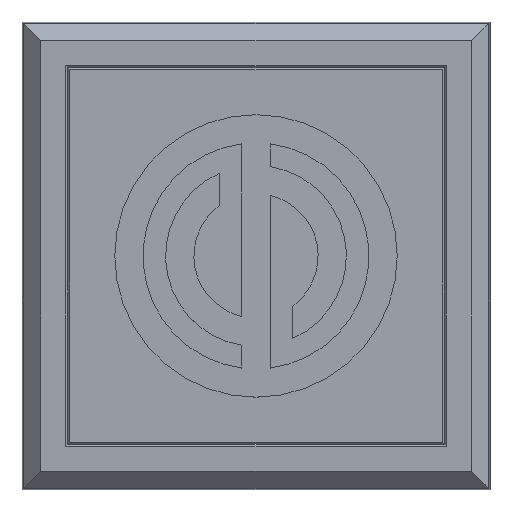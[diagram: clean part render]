
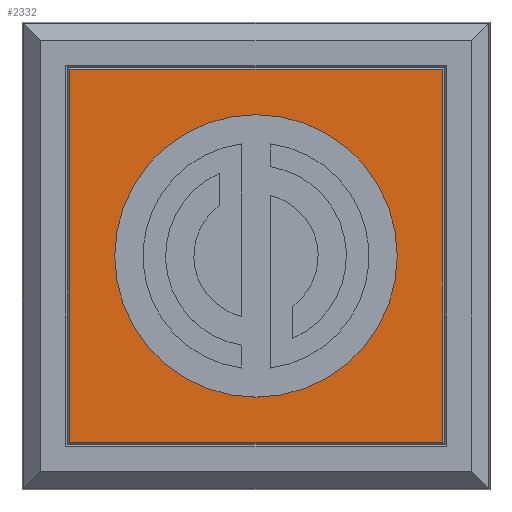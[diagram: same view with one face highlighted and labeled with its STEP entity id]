
A CAD part, top view. The second image highlights one B-rep face of the part: STEP entity #2332.
In plain terms, the highlighted planar face has unit normal (0, 0, 1).
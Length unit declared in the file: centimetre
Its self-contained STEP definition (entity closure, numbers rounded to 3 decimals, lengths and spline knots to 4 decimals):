
#87=FACE_BOUND('',#458,.T.);
#175=PLANE('',#2525);
#297=FACE_OUTER_BOUND('',#457,.T.);
#457=EDGE_LOOP('',(#1859,#1860,#1861,#1862));
#458=EDGE_LOOP('',(#1863));
#631=LINE('',#7855,#811);
#632=LINE('',#7857,#812);
#633=LINE('',#7859,#813);
#634=LINE('',#7860,#814);
#811=VECTOR('',#2963,1.98);
#812=VECTOR('',#2964,1.98);
#813=VECTOR('',#2965,1.98);
#814=VECTOR('',#2966,1.98);
#944=CIRCLE('',#2523,0.75);
#1107=VERTEX_POINT('',#7849);
#1108=VERTEX_POINT('',#7853);
#1109=VERTEX_POINT('',#7854);
#1110=VERTEX_POINT('',#7856);
#1111=VERTEX_POINT('',#7858);
#1384=EDGE_CURVE('',#1107,#1107,#944,.T.);
#1385=EDGE_CURVE('',#1108,#1109,#631,.T.);
#1386=EDGE_CURVE('',#1109,#1110,#632,.T.);
#1387=EDGE_CURVE('',#1110,#1111,#633,.T.);
#1388=EDGE_CURVE('',#1111,#1108,#634,.T.);
#1859=ORIENTED_EDGE('',*,*,#1385,.T.);
#1860=ORIENTED_EDGE('',*,*,#1386,.T.);
#1861=ORIENTED_EDGE('',*,*,#1387,.T.);
#1862=ORIENTED_EDGE('',*,*,#1388,.T.);
#1863=ORIENTED_EDGE('',*,*,#1384,.T.);
#2332=ADVANCED_FACE('',(#297,#87),#175,.T.);
#2523=AXIS2_PLACEMENT_3D('',#7850,#2957,#2958);
#2525=AXIS2_PLACEMENT_3D('',#7852,#2961,#2962);
#2957=DIRECTION('center_axis',(0.,0.,
-1.));
#2958=DIRECTION('ref_axis',(1.,0.,0.));
#2961=DIRECTION('center_axis',(0.,0.,
1.));
#2962=DIRECTION('ref_axis',(0.,1.,0.));
#2963=DIRECTION('',(0.,-1.,0.));
#2964=DIRECTION('',(1.,0.,0.));
#2965=DIRECTION('',(0.,1.,0.));
#2966=DIRECTION('',(-1.,0.,0.));
#7849=CARTESIAN_POINT('',(-0.75,-1.23,2.45));
#7850=CARTESIAN_POINT('Origin',(0.,-1.23,
2.45));
#7852=CARTESIAN_POINT('Origin',(0.,-1.23,2.45));
#7853=CARTESIAN_POINT('',(-0.99,-0.24,2.45));
#7854=CARTESIAN_POINT('',(-0.99,-2.22,2.45));
#7855=CARTESIAN_POINT('',(-0.99,-1.23,2.45));
#7856=CARTESIAN_POINT('',(0.99,-2.22,2.45));
#7857=CARTESIAN_POINT('',(0.495,-2.22,2.45));
#7858=CARTESIAN_POINT('',(0.99,-0.24,2.45));
#7859=CARTESIAN_POINT('',(0.99,-0.735,2.45));
#7860=CARTESIAN_POINT('',(-0.495,-0.24,2.45));
